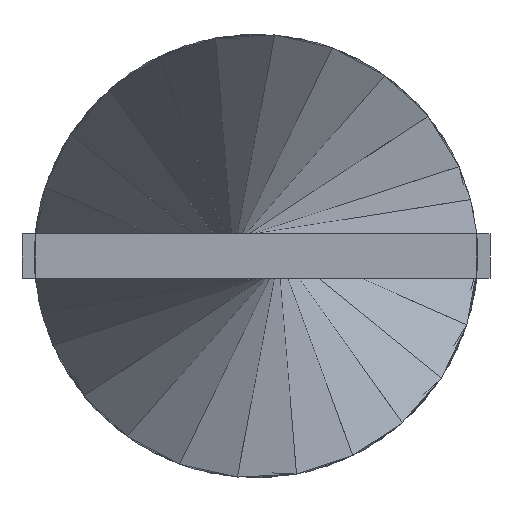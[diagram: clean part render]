
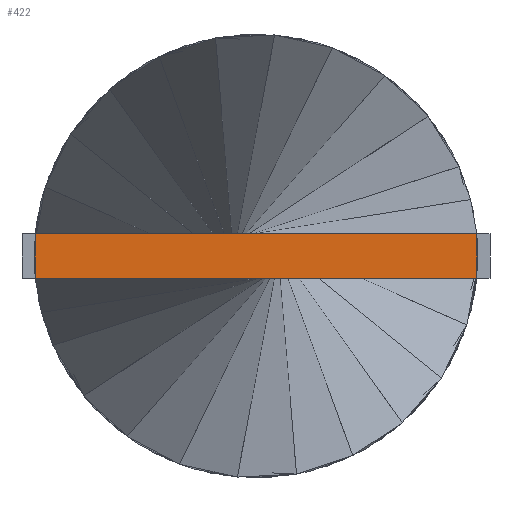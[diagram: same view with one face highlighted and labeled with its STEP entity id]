
A CAD part, left-side view. The second image highlights one B-rep face of the part: STEP entity #422.
In plain terms, the highlighted planar face has unit normal (-1, 0, 0).
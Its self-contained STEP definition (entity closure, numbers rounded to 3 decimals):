
#21 = DIRECTION ( 'NONE',  ( 0., 1., 0. ) ) ;
#29 = ORIENTED_EDGE ( 'NONE', *, *, #89, .T. ) ;
#32 = LINE ( 'NONE', #1307, #752 ) ;
#89 = EDGE_CURVE ( 'NONE', #634, #717, #1541, .T. ) ;
#128 = CARTESIAN_POINT ( 'NONE',  ( -89., -5., -0.5 ) ) ;
#155 = DIRECTION ( 'NONE',  ( 0., 0., 1. ) ) ;
#275 = VECTOR ( 'NONE', #988, 1000. ) ;
#296 = CARTESIAN_POINT ( 'NONE',  ( -89., -5., 0.5 ) ) ;
#305 = AXIS2_PLACEMENT_3D ( 'NONE', #1056, #1555, #155 ) ;
#384 = EDGE_CURVE ( 'NONE', #627, #1458, #32, .T. ) ;
#422 = ADVANCED_FACE ( 'NONE', ( #530 ), #1273, .T. ) ;
#486 = VECTOR ( 'NONE', #865, 1000. ) ;
#530 = FACE_OUTER_BOUND ( 'NONE', #756, .T. ) ;
#570 = CARTESIAN_POINT ( 'NONE',  ( -89., 5., 0.5 ) ) ;
#627 = VERTEX_POINT ( 'NONE', #1288 ) ;
#634 = VERTEX_POINT ( 'NONE', #296 ) ;
#717 = VERTEX_POINT ( 'NONE', #570 ) ;
#748 = ORIENTED_EDGE ( 'NONE', *, *, #1020, .T. ) ;
#752 = VECTOR ( 'NONE', #779, 1000. ) ;
#756 = EDGE_LOOP ( 'NONE', ( #29, #748, #903, #1357 ) ) ;
#779 = DIRECTION ( 'NONE',  ( 0., -1., 0. ) ) ;
#865 = DIRECTION ( 'NONE',  ( 0., 0., -1. ) ) ;
#892 = CARTESIAN_POINT ( 'NONE',  ( -89., -5., 0.5 ) ) ;
#903 = ORIENTED_EDGE ( 'NONE', *, *, #384, .T. ) ;
#988 = DIRECTION ( 'NONE',  ( 0., 0., 1. ) ) ;
#1003 = EDGE_CURVE ( 'NONE', #1458, #634, #1237, .T. ) ;
#1020 = EDGE_CURVE ( 'NONE', #717, #627, #1230, .T. ) ;
#1056 = CARTESIAN_POINT ( 'NONE',  ( -89., 0., 0. ) ) ;
#1059 = VECTOR ( 'NONE', #21, 1000. ) ;
#1230 = LINE ( 'NONE', #1490, #486 ) ;
#1237 = LINE ( 'NONE', #128, #275 ) ;
#1273 = PLANE ( 'NONE',  #305 ) ;
#1288 = CARTESIAN_POINT ( 'NONE',  ( -89., 5., -0.5 ) ) ;
#1307 = CARTESIAN_POINT ( 'NONE',  ( -89., 5., -0.5 ) ) ;
#1357 = ORIENTED_EDGE ( 'NONE', *, *, #1003, .T. ) ;
#1457 = CARTESIAN_POINT ( 'NONE',  ( -89., -5., -0.5 ) ) ;
#1458 = VERTEX_POINT ( 'NONE', #1457 ) ;
#1490 = CARTESIAN_POINT ( 'NONE',  ( -89., 5., 0.5 ) ) ;
#1541 = LINE ( 'NONE', #892, #1059 ) ;
#1555 = DIRECTION ( 'NONE',  ( -1., 0., 0. ) ) ;
